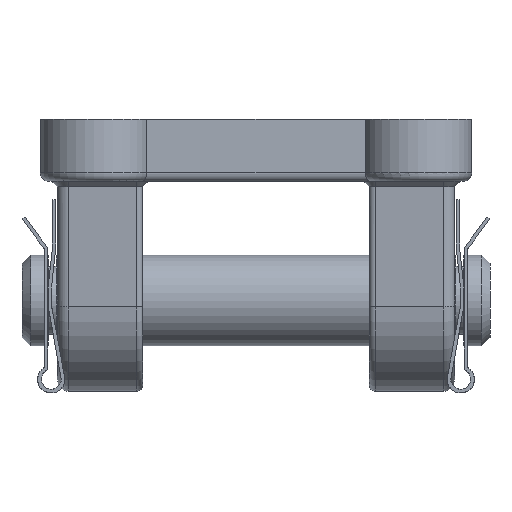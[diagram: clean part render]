
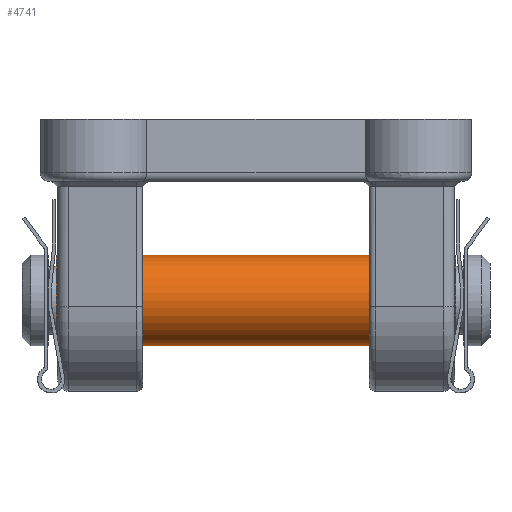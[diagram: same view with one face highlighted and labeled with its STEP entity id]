
A CAD part, front view. The second image highlights one B-rep face of the part: STEP entity #4741.
In plain terms, the highlighted cylindrical face has radius 8 mm (diameter 16 mm), a partial arc.
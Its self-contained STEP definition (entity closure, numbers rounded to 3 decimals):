
#210 = DIRECTION ( 'NONE',  ( 1., 0., 0. ) ) ;
#211 = DIRECTION ( 'NONE',  ( 0., 0., -1. ) ) ;
#219 = CARTESIAN_POINT ( 'NONE',  ( 82.5, 0., 0. ) ) ;
#453 = CARTESIAN_POINT ( 'NONE',  ( 76.5, 0., -8. ) ) ;
#504 = CARTESIAN_POINT ( 'NONE',  ( 76.5, 0., 8. ) ) ;
#511 = CARTESIAN_POINT ( 'NONE',  ( 6., 0., 8. ) ) ;
#697 = CARTESIAN_POINT ( 'NONE',  ( 6., 0., -8. ) ) ;
#837 = AXIS2_PLACEMENT_3D ( 'NONE', #219, #210, #211 ) ;
#940 = EDGE_CURVE ( 'NONE', #5261, #5195, #1518, .T. ) ;
#943 = EDGE_CURVE ( 'NONE', #5271, #5468, #1515, .T. ) ;
#950 = EDGE_CURVE ( 'NONE', #5271, #5261, #1556, .T. ) ;
#974 = EDGE_CURVE ( 'NONE', #5468, #5195, #1712, .T. ) ;
#1364 = AXIS2_PLACEMENT_3D ( 'NONE', #4979, #4950, #5089 ) ;
#1366 = AXIS2_PLACEMENT_3D ( 'NONE', #5077, #5075, #5072 ) ;
#1510 = VECTOR ( 'NONE', #5048, 1000. ) ;
#1515 = CIRCLE ( 'NONE', #1366, 8. ) ;
#1518 = CIRCLE ( 'NONE', #1364, 8. ) ;
#1556 = LINE ( 'NONE', #5056, #1510 ) ;
#1609 = EDGE_LOOP ( 'NONE', ( #2791, #2790, #2839, #2804 ) ) ;
#1712 = LINE ( 'NONE', #4963, #1713 ) ;
#1713 = VECTOR ( 'NONE', #4962, 1000. ) ;
#2790 = ORIENTED_EDGE ( 'NONE', *, *, #943, .T. ) ;
#2791 = ORIENTED_EDGE ( 'NONE', *, *, #950, .F. ) ;
#2804 = ORIENTED_EDGE ( 'NONE', *, *, #940, .F. ) ;
#2839 = ORIENTED_EDGE ( 'NONE', *, *, #974, .T. ) ;
#4505 = FACE_OUTER_BOUND ( 'NONE', #1609, .T. ) ;
#4506 = CYLINDRICAL_SURFACE ( 'NONE', #837, 8. ) ;
#4741 = ADVANCED_FACE ( 'NONE', ( #4505 ), #4506, .T. ) ;
#4950 = DIRECTION ( 'NONE',  ( 1., 0., 0. ) ) ;
#4962 = DIRECTION ( 'NONE',  ( 1., 0., 0. ) ) ;
#4963 = CARTESIAN_POINT ( 'NONE',  ( 82.5, 0., -8. ) ) ;
#4979 = CARTESIAN_POINT ( 'NONE',  ( 76.5, 0., 0. ) ) ;
#5048 = DIRECTION ( 'NONE',  ( 1., 0., 0. ) ) ;
#5056 = CARTESIAN_POINT ( 'NONE',  ( 82.5, 0., 8. ) ) ;
#5072 = DIRECTION ( 'NONE',  ( 0., 0., -1. ) ) ;
#5075 = DIRECTION ( 'NONE',  ( 1., 0., 0. ) ) ;
#5077 = CARTESIAN_POINT ( 'NONE',  ( 6., 0., 0. ) ) ;
#5089 = DIRECTION ( 'NONE',  ( 0., 0., -1. ) ) ;
#5195 = VERTEX_POINT ( 'NONE', #453 ) ;
#5261 = VERTEX_POINT ( 'NONE', #504 ) ;
#5271 = VERTEX_POINT ( 'NONE', #511 ) ;
#5468 = VERTEX_POINT ( 'NONE', #697 ) ;
